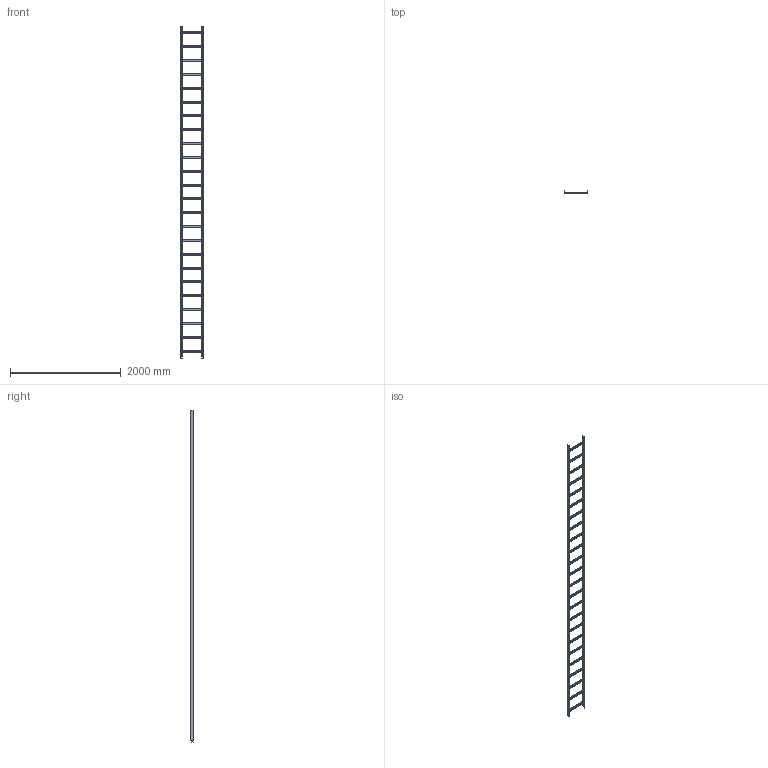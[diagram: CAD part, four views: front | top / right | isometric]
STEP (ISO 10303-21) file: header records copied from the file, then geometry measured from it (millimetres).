
FILE_DESCRIPTION (( 'STEP AP203' ), '1' );
FILE_NAME ('Ëåñòíè÷íûé ëîòîê_LA5040.STEP', '2012-12-17T13:41:25', ( 'Àñååâ' ), ( '' ), 'SwSTEP 2.0', 'SolidWorks 2012', '' );
FILE_SCHEMA (( 'CONFIG_CONTROL_DESIGN' ));
Length unit declared in the file: millimetre
Products named in the file (1): 隋耱龛黜 腩蝾阓LA5040
Bounding box: 403.6 x 51.5 x 6000 mm (x, y, z)
Volume: 2094160.1 mm3; surface area: 3217874.5 mm2
Topology: 1 solids, 1 shells, 590 faces, 1784 edges, 1054 vertices
Faces by surface type: plane 574, cylinder 12, cone 4
Entity records: 19433 total; most frequent: ORIENTED_EDGE 3568, CARTESIAN_POINT 3429, DIRECTION 2990, EDGE_CURVE 1784, VECTOR 1760, LINE 1760, VERTEX_POINT 1054, AXIS2_PLACEMENT_3D 615
